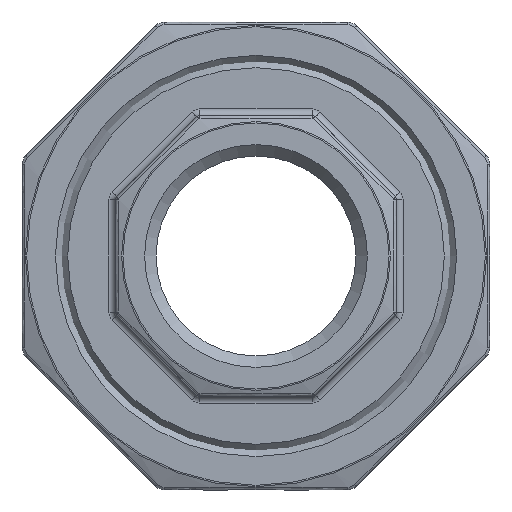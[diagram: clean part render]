
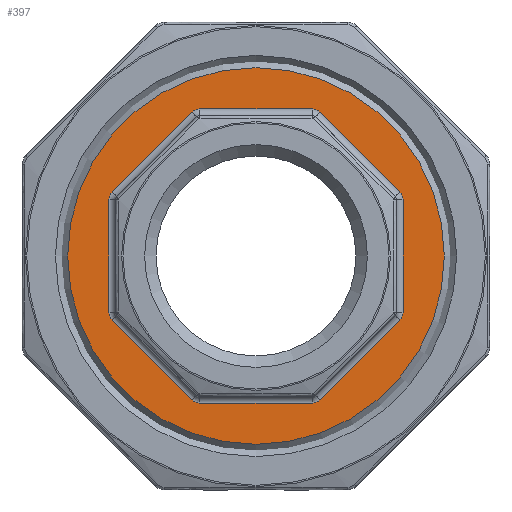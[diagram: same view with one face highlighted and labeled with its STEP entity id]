
A CAD part, left-side view. The second image highlights one B-rep face of the part: STEP entity #397.
In plain terms, the highlighted planar face has unit normal (-1, 0, 0).
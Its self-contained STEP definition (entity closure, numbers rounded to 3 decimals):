
#22 = DIRECTION ( 'NONE',  ( 0., -1., 0. ) ) ;
#314 = CARTESIAN_POINT ( 'NONE',  ( -9., 14.08, 11. ) ) ;
#323 = VERTEX_POINT ( 'NONE', #10727 ) ;
#397 = ADVANCED_FACE ( 'NONE', ( #1934, #14750 ), #19491, .T. ) ;
#406 = DIRECTION ( 'NONE',  ( 0., -1., 0. ) ) ;
#770 = CARTESIAN_POINT ( 'NONE',  ( -9., 4.225, -11. ) ) ;
#810 = EDGE_CURVE ( 'NONE', #15850, #5711, #17020, .T. ) ;
#968 = CARTESIAN_POINT ( 'NONE',  ( -9., -10.766, 4.791 ) ) ;
#1010 = CARTESIAN_POINT ( 'NONE',  ( -9., 14.818, 0.738 ) ) ;
#1456 = VERTEX_POINT ( 'NONE', #10246 ) ;
#1535 = EDGE_LOOP ( 'NONE', ( #20207 ) ) ;
#1852 = DIRECTION ( 'NONE',  ( 0., -1., 0. ) ) ;
#1934 = FACE_BOUND ( 'NONE', #18917, .T. ) ;
#1964 = DIRECTION ( 'NONE',  ( 0., 1., 0. ) ) ;
#2166 = DIRECTION ( 'NONE',  ( 1., 0., 0. ) ) ;
#2173 = EDGE_CURVE ( 'NONE', #10934, #323, #13601, .T. ) ;
#2184 = CIRCLE ( 'NONE', #20329, 0.8 ) ;
#2317 = LINE ( 'NONE', #314, #11553 ) ;
#2328 = CARTESIAN_POINT ( 'NONE',  ( -9., -0.738, -14.818 ) ) ;
#2549 = VECTOR ( 'NONE', #17351, 1000. ) ;
#2651 = VECTOR ( 'NONE', #16954, 1000. ) ;
#2780 = CIRCLE ( 'NONE', #8494, 0.8 ) ;
#2883 = CARTESIAN_POINT ( 'NONE',  ( -9., -4.791, -10.766 ) ) ;
#3288 = CIRCLE ( 'NONE', #12033, 14.08 ) ;
#3881 = EDGE_CURVE ( 'NONE', #11692, #15189, #12609, .T. ) ;
#4561 = CARTESIAN_POINT ( 'NONE',  ( -9., 14.818, -0.738 ) ) ;
#4669 = CARTESIAN_POINT ( 'NONE',  ( -9., -10.2, -4.225 ) ) ;
#4766 = EDGE_CURVE ( 'NONE', #323, #1456, #11058, .T. ) ;
#4910 = EDGE_CURVE ( 'NONE', #5375, #11692, #5286, .T. ) ;
#4921 = ORIENTED_EDGE ( 'NONE', *, *, #4910, .T. ) ;
#4979 = CARTESIAN_POINT ( 'NONE',  ( -9., -4.791, 10.766 ) ) ;
#5153 = ORIENTED_EDGE ( 'NONE', *, *, #12718, .T. ) ;
#5286 = LINE ( 'NONE', #2328, #17315 ) ;
#5362 = DIRECTION ( 'NONE',  ( 0., -1., 0. ) ) ;
#5375 = VERTEX_POINT ( 'NONE', #9042 ) ;
#5711 = VERTEX_POINT ( 'NONE', #18126 ) ;
#5840 = AXIS2_PLACEMENT_3D ( 'NONE', #6183, #11082, #20798 ) ;
#5936 = CARTESIAN_POINT ( 'NONE',  ( -9., 11., -4.225 ) ) ;
#5966 = EDGE_CURVE ( 'NONE', #12964, #15850, #15627, .T. ) ;
#6183 = CARTESIAN_POINT ( 'NONE',  ( -9., 4.225, -10.2 ) ) ;
#6243 = CARTESIAN_POINT ( 'NONE',  ( -9., -0.738, 14.818 ) ) ;
#6860 = CIRCLE ( 'NONE', #8929, 0.8 ) ;
#7562 = VECTOR ( 'NONE', #12605, 1000. ) ;
#7657 = ORIENTED_EDGE ( 'NONE', *, *, #8776, .T. ) ;
#7919 = DIRECTION ( 'NONE',  ( 1., 0., 0. ) ) ;
#8494 = AXIS2_PLACEMENT_3D ( 'NONE', #19197, #16155, #1852 ) ;
#8677 = CARTESIAN_POINT ( 'NONE',  ( -9., 14.08, 0. ) ) ;
#8776 = EDGE_CURVE ( 'NONE', #10856, #12964, #15449, .T. ) ;
#8929 = AXIS2_PLACEMENT_3D ( 'NONE', #10465, #16826, #16925 ) ;
#9042 = CARTESIAN_POINT ( 'NONE',  ( -9., -10.766, -4.791 ) ) ;
#9412 = EDGE_CURVE ( 'NONE', #15189, #12528, #13071, .T. ) ;
#9532 = ORIENTED_EDGE ( 'NONE', *, *, #2173, .T. ) ;
#9706 = EDGE_CURVE ( 'NONE', #10306, #10306, #3288, .T. ) ;
#9811 = CARTESIAN_POINT ( 'NONE',  ( -9., 4.225, 11. ) ) ;
#10111 = ORIENTED_EDGE ( 'NONE', *, *, #10212, .T. ) ;
#10167 = CARTESIAN_POINT ( 'NONE',  ( -9., -4.225, 10.2 ) ) ;
#10212 = EDGE_CURVE ( 'NONE', #16183, #20426, #2184, .T. ) ;
#10230 = DIRECTION ( 'NONE',  ( 1., 0., 0. ) ) ;
#10246 = CARTESIAN_POINT ( 'NONE',  ( -9., -11., -4.225 ) ) ;
#10306 = VERTEX_POINT ( 'NONE', #13742 ) ;
#10361 = ORIENTED_EDGE ( 'NONE', *, *, #810, .T. ) ;
#10465 = CARTESIAN_POINT ( 'NONE',  ( -9., 4.225, 10.2 ) ) ;
#10727 = CARTESIAN_POINT ( 'NONE',  ( -9., -11., 4.225 ) ) ;
#10757 = VERTEX_POINT ( 'NONE', #12197 ) ;
#10821 = CARTESIAN_POINT ( 'NONE',  ( -9., 4.791, -10.766 ) ) ;
#10856 = VERTEX_POINT ( 'NONE', #5936 ) ;
#10934 = VERTEX_POINT ( 'NONE', #968 ) ;
#11000 = EDGE_CURVE ( 'NONE', #1456, #5375, #13115, .T. ) ;
#11058 = LINE ( 'NONE', #17402, #7562 ) ;
#11082 = DIRECTION ( 'NONE',  ( 1., 0., 0. ) ) ;
#11204 = AXIS2_PLACEMENT_3D ( 'NONE', #8677, #11555, #15081 ) ;
#11440 = ORIENTED_EDGE ( 'NONE', *, *, #11000, .T. ) ;
#11517 = ORIENTED_EDGE ( 'NONE', *, *, #3881, .T. ) ;
#11553 = VECTOR ( 'NONE', #406, 1000. ) ;
#11555 = DIRECTION ( 'NONE',  ( -1., 0., 0. ) ) ;
#11562 = ORIENTED_EDGE ( 'NONE', *, *, #13433, .T. ) ;
#11692 = VERTEX_POINT ( 'NONE', #2883 ) ;
#11713 = ORIENTED_EDGE ( 'NONE', *, *, #5966, .T. ) ;
#11824 = DIRECTION ( 'NONE',  ( 1., 0., 0. ) ) ;
#11836 = DIRECTION ( 'NONE',  ( 0., 0.707, -0.707 ) ) ;
#11881 = CARTESIAN_POINT ( 'NONE',  ( -9., 0., 0. ) ) ;
#11965 = VERTEX_POINT ( 'NONE', #10821 ) ;
#12033 = AXIS2_PLACEMENT_3D ( 'NONE', #11881, #2166, #1964 ) ;
#12197 = CARTESIAN_POINT ( 'NONE',  ( -9., 10.766, -4.791 ) ) ;
#12209 = CARTESIAN_POINT ( 'NONE',  ( -9., -4.225, 11. ) ) ;
#12252 = EDGE_CURVE ( 'NONE', #18114, #16183, #2317, .T. ) ;
#12285 = AXIS2_PLACEMENT_3D ( 'NONE', #16512, #10230, #5362 ) ;
#12444 = DIRECTION ( 'NONE',  ( 1., 0., 0. ) ) ;
#12528 = VERTEX_POINT ( 'NONE', #770 ) ;
#12605 = DIRECTION ( 'NONE',  ( 0., 0., -1. ) ) ;
#12609 = CIRCLE ( 'NONE', #12285, 0.8 ) ;
#12610 = AXIS2_PLACEMENT_3D ( 'NONE', #20489, #12444, #18702 ) ;
#12718 = EDGE_CURVE ( 'NONE', #11965, #10757, #18940, .T. ) ;
#12768 = CARTESIAN_POINT ( 'NONE',  ( -9., 11., 0. ) ) ;
#12773 = ORIENTED_EDGE ( 'NONE', *, *, #9412, .T. ) ;
#12964 = VERTEX_POINT ( 'NONE', #18186 ) ;
#13071 = LINE ( 'NONE', #19538, #19324 ) ;
#13115 = CIRCLE ( 'NONE', #18454, 0.8 ) ;
#13428 = DIRECTION ( 'NONE',  ( 1., 0., 0. ) ) ;
#13433 = EDGE_CURVE ( 'NONE', #20426, #10934, #13828, .T. ) ;
#13601 = CIRCLE ( 'NONE', #12610, 0.8 ) ;
#13742 = CARTESIAN_POINT ( 'NONE',  ( -9., 14.08, 0. ) ) ;
#13828 = LINE ( 'NONE', #6243, #16130 ) ;
#14115 = ORIENTED_EDGE ( 'NONE', *, *, #14137, .T. ) ;
#14137 = EDGE_CURVE ( 'NONE', #12528, #11965, #14894, .T. ) ;
#14750 = FACE_OUTER_BOUND ( 'NONE', #1535, .T. ) ;
#14777 = ORIENTED_EDGE ( 'NONE', *, *, #18278, .T. ) ;
#14894 = CIRCLE ( 'NONE', #5840, 0.8 ) ;
#15081 = DIRECTION ( 'NONE',  ( 0., -1., 0. ) ) ;
#15189 = VERTEX_POINT ( 'NONE', #16726 ) ;
#15299 = AXIS2_PLACEMENT_3D ( 'NONE', #17973, #11824, #18285 ) ;
#15449 = LINE ( 'NONE', #12768, #2549 ) ;
#15512 = VECTOR ( 'NONE', #19008, 1000. ) ;
#15627 = CIRCLE ( 'NONE', #15299, 0.8 ) ;
#15704 = ORIENTED_EDGE ( 'NONE', *, *, #16243, .T. ) ;
#15850 = VERTEX_POINT ( 'NONE', #16631 ) ;
#16130 = VECTOR ( 'NONE', #17468, 1000. ) ;
#16155 = DIRECTION ( 'NONE',  ( 1., 0., 0. ) ) ;
#16181 = DIRECTION ( 'NONE',  ( 0., 1., 0. ) ) ;
#16183 = VERTEX_POINT ( 'NONE', #12209 ) ;
#16243 = EDGE_CURVE ( 'NONE', #10757, #10856, #2780, .T. ) ;
#16512 = CARTESIAN_POINT ( 'NONE',  ( -9., -4.225, -10.2 ) ) ;
#16631 = CARTESIAN_POINT ( 'NONE',  ( -9., 10.766, 4.791 ) ) ;
#16726 = CARTESIAN_POINT ( 'NONE',  ( -9., -4.225, -11. ) ) ;
#16826 = DIRECTION ( 'NONE',  ( 1., 0., 0. ) ) ;
#16925 = DIRECTION ( 'NONE',  ( 0., -1., 0. ) ) ;
#16954 = DIRECTION ( 'NONE',  ( 0., 0.707, 0.707 ) ) ;
#17020 = LINE ( 'NONE', #1010, #15512 ) ;
#17315 = VECTOR ( 'NONE', #11836, 1000. ) ;
#17351 = DIRECTION ( 'NONE',  ( 0., 0., 1. ) ) ;
#17378 = ORIENTED_EDGE ( 'NONE', *, *, #4766, .T. ) ;
#17402 = CARTESIAN_POINT ( 'NONE',  ( -9., -11., 0. ) ) ;
#17468 = DIRECTION ( 'NONE',  ( 0., -0.707, -0.707 ) ) ;
#17973 = CARTESIAN_POINT ( 'NONE',  ( -9., 10.2, 4.225 ) ) ;
#18109 = DIRECTION ( 'NONE',  ( 0., -1., 0. ) ) ;
#18114 = VERTEX_POINT ( 'NONE', #9811 ) ;
#18126 = CARTESIAN_POINT ( 'NONE',  ( -9., 4.791, 10.766 ) ) ;
#18186 = CARTESIAN_POINT ( 'NONE',  ( -9., 11., 4.225 ) ) ;
#18278 = EDGE_CURVE ( 'NONE', #5711, #18114, #6860, .T. ) ;
#18285 = DIRECTION ( 'NONE',  ( 0., -1., 0. ) ) ;
#18454 = AXIS2_PLACEMENT_3D ( 'NONE', #4669, #7919, #22 ) ;
#18702 = DIRECTION ( 'NONE',  ( 0., -1., 0. ) ) ;
#18917 = EDGE_LOOP ( 'NONE', ( #7657, #11713, #10361, #14777, #19196, #10111, #11562, #9532, #17378, #11440, #4921, #11517, #12773, #14115, #5153, #15704 ) ) ;
#18940 = LINE ( 'NONE', #4561, #2651 ) ;
#19008 = DIRECTION ( 'NONE',  ( 0., -0.707, 0.707 ) ) ;
#19196 = ORIENTED_EDGE ( 'NONE', *, *, #12252, .T. ) ;
#19197 = CARTESIAN_POINT ( 'NONE',  ( -9., 10.2, -4.225 ) ) ;
#19324 = VECTOR ( 'NONE', #16181, 1000. ) ;
#19491 = PLANE ( 'NONE',  #11204 ) ;
#19538 = CARTESIAN_POINT ( 'NONE',  ( -9., 14.08, -11. ) ) ;
#20207 = ORIENTED_EDGE ( 'NONE', *, *, #9706, .F. ) ;
#20329 = AXIS2_PLACEMENT_3D ( 'NONE', #10167, #13428, #18109 ) ;
#20426 = VERTEX_POINT ( 'NONE', #4979 ) ;
#20489 = CARTESIAN_POINT ( 'NONE',  ( -9., -10.2, 4.225 ) ) ;
#20798 = DIRECTION ( 'NONE',  ( 0., -1., 0. ) ) ;
